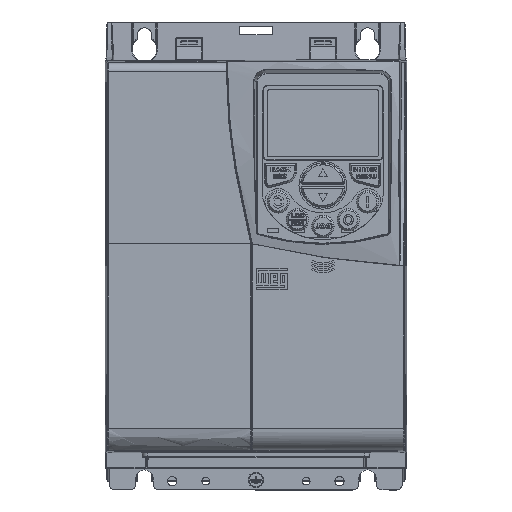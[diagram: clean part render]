
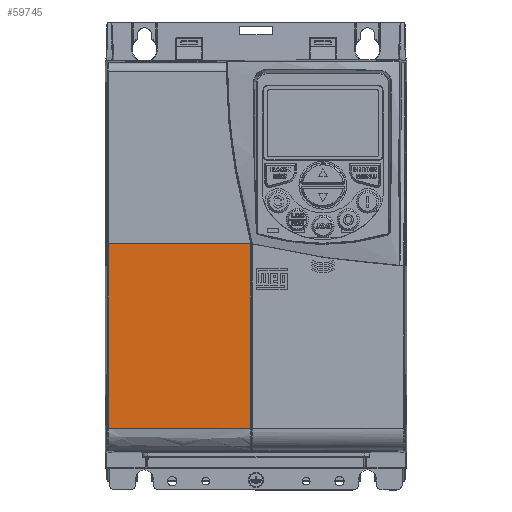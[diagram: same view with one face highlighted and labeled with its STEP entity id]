
A CAD part, top view. The second image highlights one B-rep face of the part: STEP entity #59745.
In plain terms, the highlighted planar face has unit normal (0, 0, 1).
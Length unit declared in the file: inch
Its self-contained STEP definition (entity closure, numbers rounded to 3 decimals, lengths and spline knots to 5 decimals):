
#7567 = CARTESIAN_POINT ( 'NONE',  ( -0.0904, -3.0315, 2.35887 ) ) ;
#22410 = CARTESIAN_POINT ( 'NONE',  ( -0.07879, 0.23116, 2.35887 ) ) ;
#23452 = VECTOR ( 'NONE', #37632, 39.37008 ) ;
#27814 = EDGE_LOOP ( 'NONE', ( #214222, #141032, #148179, #48394 ) ) ;
#37632 = DIRECTION ( 'NONE',  ( -1., 0., 0. ) ) ;
#46719 = VERTEX_POINT ( 'NONE', #71616 ) ;
#48394 = ORIENTED_EDGE ( 'NONE', *, *, #225336, .F. ) ;
#54485 = VERTEX_POINT ( 'NONE', #184408 ) ;
#56330 = LINE ( 'NONE', #124510, #23452 ) ;
#59745 = ADVANCED_FACE ( 'NONE', ( #209268 ), #194602, .F. ) ;
#71616 = CARTESIAN_POINT ( 'NONE',  ( -2.60459, -3.0315, 2.35887 ) ) ;
#100464 = EDGE_CURVE ( 'NONE', #54485, #135803, #108174, .T. ) ;
#101453 = CARTESIAN_POINT ( 'NONE',  ( -2.60459, 0.23116, 2.35887 ) ) ;
#108174 = LINE ( 'NONE', #185403, #221884 ) ;
#117468 = DIRECTION ( 'NONE',  ( 0., 1., 0. ) ) ;
#124510 = CARTESIAN_POINT ( 'NONE',  ( -0.07879, -3.0315, 2.35887 ) ) ;
#128354 = VECTOR ( 'NONE', #117468, 39.37008 ) ;
#135803 = VERTEX_POINT ( 'NONE', #7567 ) ;
#139885 = EDGE_CURVE ( 'NONE', #146717, #54485, #222404, .T. ) ;
#140505 = VECTOR ( 'NONE', #169723, 39.37008 ) ;
#141032 = ORIENTED_EDGE ( 'NONE', *, *, #139885, .F. ) ;
#146717 = VERTEX_POINT ( 'NONE', #185921 ) ;
#148179 = ORIENTED_EDGE ( 'NONE', *, *, #178353, .F. ) ;
#155958 = CARTESIAN_POINT ( 'NONE',  ( -0.07879, 0.22802, 2.35887 ) ) ;
#169723 = DIRECTION ( 'NONE',  ( 1., 0., 0. ) ) ;
#178353 = EDGE_CURVE ( 'NONE', #46719, #146717, #202024, .T. ) ;
#178594 = DIRECTION ( 'NONE',  ( 0., 0., -1. ) ) ;
#184408 = CARTESIAN_POINT ( 'NONE',  ( -0.0904, 0.22802, 2.35887 ) ) ;
#184681 = DIRECTION ( 'NONE',  ( 0., -1., 0. ) ) ;
#185403 = CARTESIAN_POINT ( 'NONE',  ( -0.0904, 0.23116, 2.35887 ) ) ;
#185921 = CARTESIAN_POINT ( 'NONE',  ( -2.60459, 0.22802, 2.35887 ) ) ;
#194602 = PLANE ( 'NONE',  #206391 ) ;
#202024 = LINE ( 'NONE', #101453, #128354 ) ;
#206391 = AXIS2_PLACEMENT_3D ( 'NONE', #22410, #178594, #212188 ) ;
#209268 = FACE_OUTER_BOUND ( 'NONE', #27814, .T. ) ;
#212188 = DIRECTION ( 'NONE',  ( -1., 0., 0. ) ) ;
#214222 = ORIENTED_EDGE ( 'NONE', *, *, #100464, .F. ) ;
#221884 = VECTOR ( 'NONE', #184681, 39.37008 ) ;
#222404 = LINE ( 'NONE', #155958, #140505 ) ;
#225336 = EDGE_CURVE ( 'NONE', #135803, #46719, #56330, .T. ) ;
